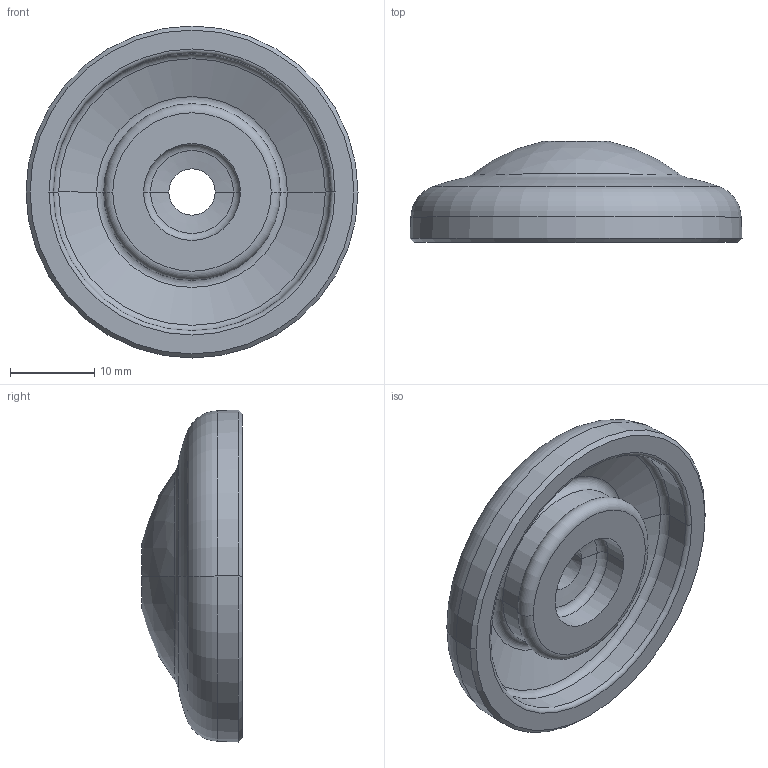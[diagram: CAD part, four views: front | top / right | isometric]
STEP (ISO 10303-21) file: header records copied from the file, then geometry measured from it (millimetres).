
FILE_DESCRIPTION (( 'STEP AP214' ), '1' );
FILE_NAME ('098e040k.STEP', '2014-08-12T11:32:18', ( '' ), ( '' ), 'SwSTEP 2.0', 'SolidWorks 2014', '' );
FILE_SCHEMA (( 'AUTOMOTIVE_DESIGN' ));
Length unit declared in the file: millimetre
Products named in the file (1): 098e040k
Bounding box: 39.47 x 12 x 39.47 mm (x, y, z)
Volume: 6458.4 mm3; surface area: 4042.7 mm2
Topology: 1 solids, 1 shells, 36 faces, 72 edges, 38 vertices
Faces by surface type: torus 16, cone 10, cylinder 6, sphere 2, plane 2
Entity records: 970 total; most frequent: DIRECTION 202, CARTESIAN_POINT 147, ORIENTED_EDGE 144, AXIS2_PLACEMENT_3D 93, EDGE_CURVE 72, CIRCLE 56, EDGE_LOOP 38, VERTEX_POINT 38
